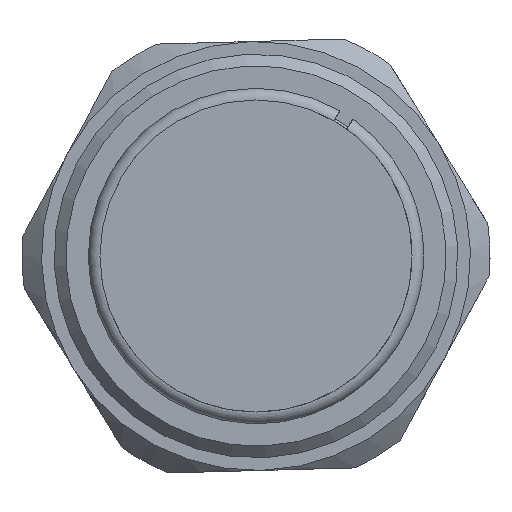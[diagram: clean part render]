
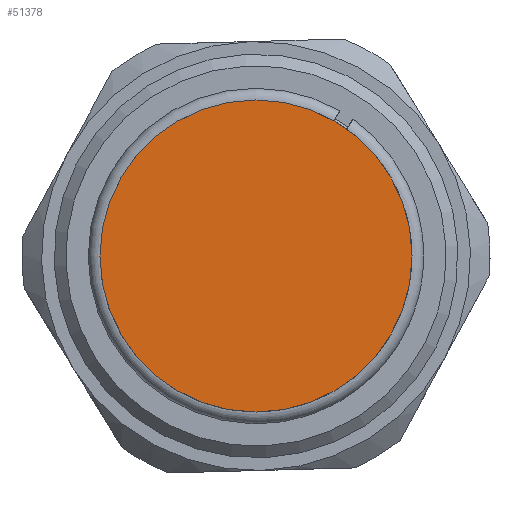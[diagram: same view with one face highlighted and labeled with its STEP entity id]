
A CAD part, left-side view. The second image highlights one B-rep face of the part: STEP entity #51378.
In plain terms, the highlighted planar face has unit normal (-1, 0, 0).
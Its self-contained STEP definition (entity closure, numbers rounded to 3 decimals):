
#51358=CARTESIAN_POINT('',(0.,4.0,0.0));
#51359=VERTEX_POINT('',#51358);
#51360=CARTESIAN_POINT('',(0.0,0.0,0.0));
#51361=DIRECTION('',(1.0,0.0,0.0));
#51362=DIRECTION('',(0.0,1.0,0.0));
#51363=AXIS2_PLACEMENT_3D('',#51360,#51361,#51362);
#51364=CIRCLE('',#51363,4.0);
#51365=EDGE_CURVE('',#51359,#51359,#51364,.T.);
#51370=CARTESIAN_POINT('',(0.,3.5,0.0));
#51371=DIRECTION('',(-1.0,0.0,0.0));
#51372=DIRECTION('',(0.0,0.0,1.0));
#51373=AXIS2_PLACEMENT_3D('',#51370,#51371,#51372);
#51374=PLANE('',#51373);
#51375=ORIENTED_EDGE('',*,*,#51365,.F.);
#51376=EDGE_LOOP('',(#51375));
#51377=FACE_OUTER_BOUND('',#51376,.T.);
#51378=ADVANCED_FACE('',(#51377),#51374,.T.);
